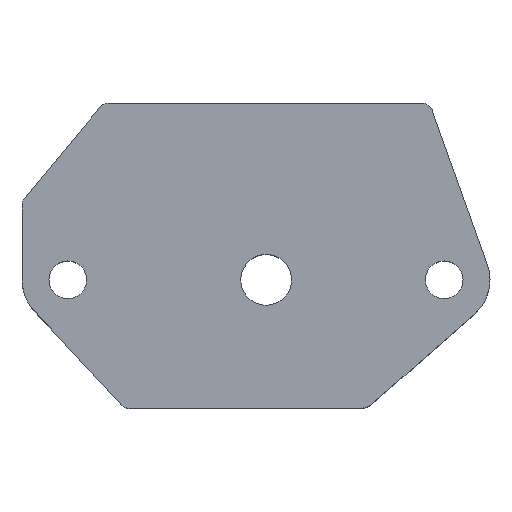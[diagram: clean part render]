
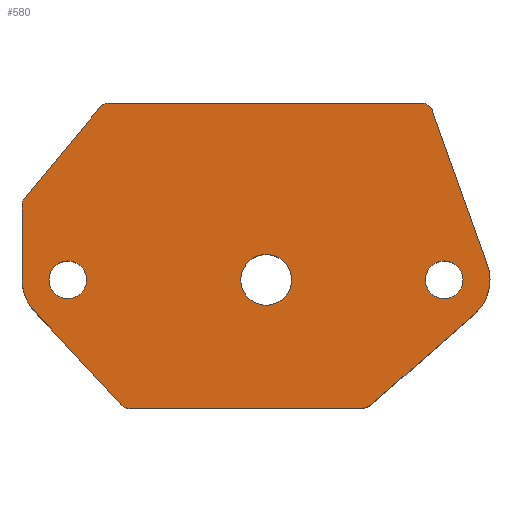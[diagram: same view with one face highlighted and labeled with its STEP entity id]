
A CAD part, top view. The second image highlights one B-rep face of the part: STEP entity #580.
In plain terms, the highlighted planar face has unit normal (0, 0, 1).
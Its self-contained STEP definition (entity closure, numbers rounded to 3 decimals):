
#28=FACE_BOUND('',#124,.T.);
#29=FACE_BOUND('',#125,.T.);
#30=FACE_BOUND('',#126,.T.);
#45=PLANE('',#664);
#78=FACE_OUTER_BOUND('',#123,.T.);
#123=EDGE_LOOP('',(#513,#514,#515,#516,#517,#518,#519,#520,#521,#522,#523,
#524,#525,#526));
#124=EDGE_LOOP('',(#527));
#125=EDGE_LOOP('',(#528));
#126=EDGE_LOOP('',(#529));
#131=LINE('',#862,#171);
#144=LINE('',#948,#184);
#154=LINE('',#989,#194);
#157=LINE('',#997,#197);
#160=LINE('',#1007,#200);
#163=LINE('',#1015,#203);
#166=LINE('',#1022,#206);
#171=VECTOR('',#679,10.);
#184=VECTOR('',#752,10.);
#194=VECTOR('',#804,10.);
#197=VECTOR('',#813,10.);
#200=VECTOR('',#826,10.);
#203=VECTOR('',#835,10.);
#206=VECTOR('',#844,10.);
#207=CIRCLE('',#596,1.);
#220=CIRCLE('',#612,1.);
#236=CIRCLE('',#644,2.5);
#237=CIRCLE('',#646,1.85);
#238=CIRCLE('',#648,1.85);
#239=CIRCLE('',#651,4.5);
#240=CIRCLE('',#654,2.);
#241=CIRCLE('',#656,1.);
#242=CIRCLE('',#659,4.5);
#243=CIRCLE('',#662,1.);
#244=VERTEX_POINT('',#849);
#245=VERTEX_POINT('',#850);
#249=VERTEX_POINT('',#860);
#266=VERTEX_POINT('',#898);
#277=VERTEX_POINT('',#945);
#278=VERTEX_POINT('',#947);
#285=VERTEX_POINT('',#976);
#286=VERTEX_POINT('',#980);
#287=VERTEX_POINT('',#984);
#288=VERTEX_POINT('',#988);
#289=VERTEX_POINT('',#992);
#290=VERTEX_POINT('',#996);
#291=VERTEX_POINT('',#1002);
#292=VERTEX_POINT('',#1006);
#293=VERTEX_POINT('',#1010);
#294=VERTEX_POINT('',#1014);
#295=VERTEX_POINT('',#1018);
#296=EDGE_CURVE('',#244,#245,#207,.T.);
#302=EDGE_CURVE('',#244,#249,#131,.T.);
#320=EDGE_CURVE('',#266,#249,#220,.T.);
#337=EDGE_CURVE('',#278,#277,#144,.T.);
#350=EDGE_CURVE('',#285,#285,#236,.T.);
#352=EDGE_CURVE('',#286,#286,#237,.T.);
#354=EDGE_CURVE('',#287,#287,#238,.T.);
#356=EDGE_CURVE('',#288,#245,#154,.T.);
#358=EDGE_CURVE('',#289,#288,#239,.T.);
#360=EDGE_CURVE('',#290,#289,#157,.T.);
#362=EDGE_CURVE('',#277,#290,#240,.T.);
#363=EDGE_CURVE('',#291,#278,#241,.T.);
#365=EDGE_CURVE('',#292,#291,#160,.T.);
#367=EDGE_CURVE('',#293,#292,#242,.T.);
#369=EDGE_CURVE('',#294,#293,#163,.T.);
#371=EDGE_CURVE('',#295,#294,#243,.T.);
#373=EDGE_CURVE('',#266,#295,#166,.T.);
#513=ORIENTED_EDGE('',*,*,#296,.F.);
#514=ORIENTED_EDGE('',*,*,#302,.T.);
#515=ORIENTED_EDGE('',*,*,#320,.F.);
#516=ORIENTED_EDGE('',*,*,#373,.T.);
#517=ORIENTED_EDGE('',*,*,#371,.T.);
#518=ORIENTED_EDGE('',*,*,#369,.T.);
#519=ORIENTED_EDGE('',*,*,#367,.T.);
#520=ORIENTED_EDGE('',*,*,#365,.T.);
#521=ORIENTED_EDGE('',*,*,#363,.T.);
#522=ORIENTED_EDGE('',*,*,#337,.T.);
#523=ORIENTED_EDGE('',*,*,#362,.T.);
#524=ORIENTED_EDGE('',*,*,#360,.T.);
#525=ORIENTED_EDGE('',*,*,#358,.T.);
#526=ORIENTED_EDGE('',*,*,#356,.T.);
#527=ORIENTED_EDGE('',*,*,#354,.T.);
#528=ORIENTED_EDGE('',*,*,#352,.T.);
#529=ORIENTED_EDGE('',*,*,#350,.T.);
#580=ADVANCED_FACE('',(#78,#28,#29,#30),#45,.T.);
#596=AXIS2_PLACEMENT_3D('',#851,#669,#670);
#612=AXIS2_PLACEMENT_3D('',#899,#712,#713);
#644=AXIS2_PLACEMENT_3D('',#977,#789,#790);
#646=AXIS2_PLACEMENT_3D('',#981,#794,#795);
#648=AXIS2_PLACEMENT_3D('',#985,#799,#800);
#651=AXIS2_PLACEMENT_3D('',#993,#808,#809);
#654=AXIS2_PLACEMENT_3D('',#1000,#817,#818);
#656=AXIS2_PLACEMENT_3D('',#1003,#821,#822);
#659=AXIS2_PLACEMENT_3D('',#1011,#830,#831);
#662=AXIS2_PLACEMENT_3D('',#1019,#839,#840);
#664=AXIS2_PLACEMENT_3D('',#1023,#845,#846);
#669=DIRECTION('center_axis',(0.,0.,-1.));
#670=DIRECTION('ref_axis',(0.576,0.818,0.));
#679=DIRECTION('',(-1.,0.,0.));
#712=DIRECTION('center_axis',(0.,0.,-1.));
#713=DIRECTION('ref_axis',(-0.425,0.905,0.));
#752=DIRECTION('',(1.,0.,0.));
#789=DIRECTION('center_axis',(0.,0.,-1.));
#790=DIRECTION('ref_axis',(-1.,0.,0.));
#794=DIRECTION('center_axis',(0.,0.,-1.));
#795=DIRECTION('ref_axis',(-1.,0.,0.));
#799=DIRECTION('center_axis',(0.,0.,-1.));
#800=DIRECTION('ref_axis',(-1.,0.,0.));
#804=DIRECTION('',(-0.337,0.941,0.));
#808=DIRECTION('center_axis',(0.,0.,
1.));
#809=DIRECTION('ref_axis',(0.66,-0.751,0.));
#813=DIRECTION('',(0.751,0.66,0.));
#817=DIRECTION('center_axis',(0.,0.,1.));
#818=DIRECTION('ref_axis',(0.,-1.,0.));
#821=DIRECTION('center_axis',(0.,0.,
1.));
#822=DIRECTION('ref_axis',(-0.732,-0.681,0.));
#826=DIRECTION('',(0.681,-0.732,0.));
#830=DIRECTION('center_axis',(0.,0.,1.));
#831=DIRECTION('ref_axis',(-1.,0.,0.));
#835=DIRECTION('',(0.,-1.,0.));
#839=DIRECTION('center_axis',(0.,0.,1.));
#840=DIRECTION('ref_axis',(0.,1.,0.));
#844=DIRECTION('',(-0.639,-0.769,0.));
#845=DIRECTION('center_axis',(0.,0.,1.));
#846=DIRECTION('ref_axis',(-1.,0.,0.));
#849=CARTESIAN_POINT('',(15.359,17.353,78.));
#850=CARTESIAN_POINT('',(16.301,16.69,78.));
#851=CARTESIAN_POINT('Origin',(15.359,16.353,78.));
#860=CARTESIAN_POINT('',(-15.531,17.353,78.));
#862=CARTESIAN_POINT('',(16.063,17.353,78.));
#898=CARTESIAN_POINT('',(-16.3,16.992,78.));
#899=CARTESIAN_POINT('Origin',(-15.531,16.353,78.));
#945=CARTESIAN_POINT('',(9.161,-12.644,78.));
#947=CARTESIAN_POINT('',(-13.447,-12.644,78.));
#948=CARTESIAN_POINT('',(-13.447,-12.644,78.));
#976=CARTESIAN_POINT('',(2.5,0.,78.));
#977=CARTESIAN_POINT('Origin',(0.,0.,
78.));
#980=CARTESIAN_POINT('',(-17.651,0.003,78.));
#981=CARTESIAN_POINT('Origin',(-19.501,0.003,78.));
#984=CARTESIAN_POINT('',(19.349,0.003,78.));
#985=CARTESIAN_POINT('Origin',(17.499,0.003,78.));
#988=CARTESIAN_POINT('',(21.736,1.521,78.));
#989=CARTESIAN_POINT('',(16.063,17.353,78.));
#992=CARTESIAN_POINT('',(20.468,-3.378,78.));
#993=CARTESIAN_POINT('Origin',(17.499,0.003,78.));
#996=CARTESIAN_POINT('',(10.481,-12.147,78.));
#997=CARTESIAN_POINT('',(10.481,-12.147,78.));
#1000=CARTESIAN_POINT('Origin',(9.161,-10.644,78.));
#1002=CARTESIAN_POINT('',(-14.179,-12.325,78.));
#1003=CARTESIAN_POINT('Origin',(-13.447,-11.644,78.));
#1006=CARTESIAN_POINT('',(-22.796,-3.062,78.));
#1007=CARTESIAN_POINT('',(-22.796,-3.062,78.));
#1010=CARTESIAN_POINT('',(-24.001,0.003,78.));
#1011=CARTESIAN_POINT('Origin',(-19.501,0.003,78.));
#1014=CARTESIAN_POINT('',(-24.001,7.356,78.));
#1015=CARTESIAN_POINT('',(-24.001,7.356,78.));
#1018=CARTESIAN_POINT('',(-23.77,7.995,78.));
#1019=CARTESIAN_POINT('Origin',(-23.001,7.356,78.));
#1022=CARTESIAN_POINT('',(-16.,17.353,78.));
#1023=CARTESIAN_POINT('Origin',(-1.001,2.354,78.));
